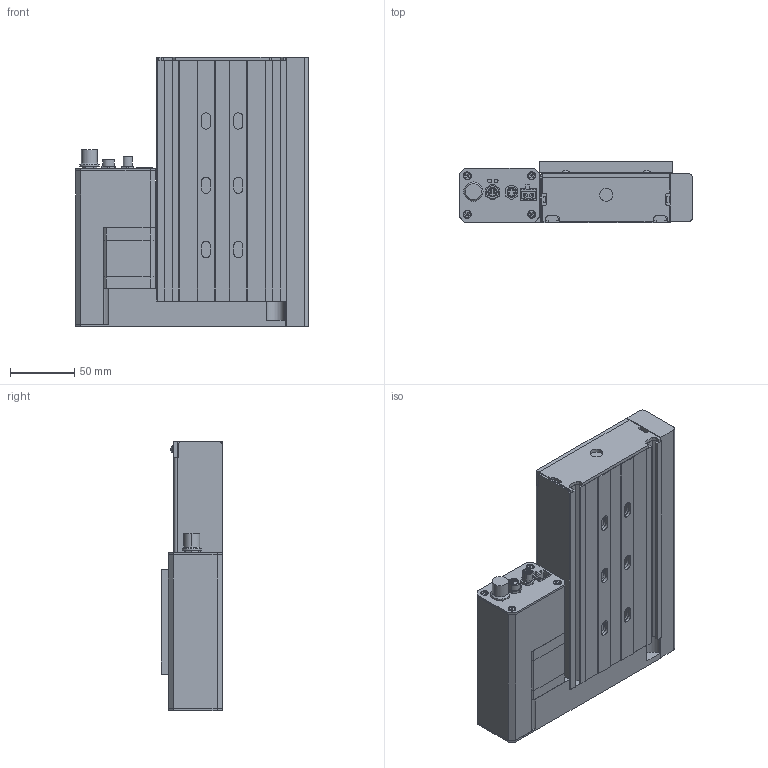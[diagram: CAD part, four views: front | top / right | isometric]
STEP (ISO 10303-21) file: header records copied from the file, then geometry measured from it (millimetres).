
FILE_DESCRIPTION (( 'STEP AP203' ), '1' );
FILE_NAME ('X-LRQ075xP-DE51C.step', '2023-05-17T23:56:58', ( '' ), ( '' ), 'SwSTEP 2.0', 'SolidWorks 2019', '' );
FILE_SCHEMA (( 'CONFIG_CONTROL_DESIGN' ));
Length unit declared in the file: millimetre
Products named in the file (4): X-LRQ075xP-DE51C; LRQ_carriage^LRQ_LRQ-C; LRQ_base^LRQ_LRQ075P-DEC; NMS17_motor^LRQ_X-LRQ
Assembly tree (3 placements, depth 2):
  X-LRQ075xP-DE51C
    LRQ_base^LRQ_LRQ075P-DEC
    LRQ_carriage^LRQ_LRQ-C
    NMS17_motor^LRQ_X-LRQ
Bounding box: 181.1 x 48 x 209.8 mm (x, y, z)
Volume: 921197.2 mm3; surface area: 285712.9 mm2
Topology: 31 solids, 31 shells, 747 faces, 1873 edges, 1231 vertices
Faces by surface type: plane 487, cylinder 218, cone 30, torus 8, sphere 4
Entity records: 22842 total; most frequent: CARTESIAN_POINT 4173, DIRECTION 3820, ORIENTED_EDGE 3714, EDGE_CURVE 1857, VECTOR 1312, LINE 1312, AXIS2_PLACEMENT_3D 1254, VERTEX_POINT 1227
